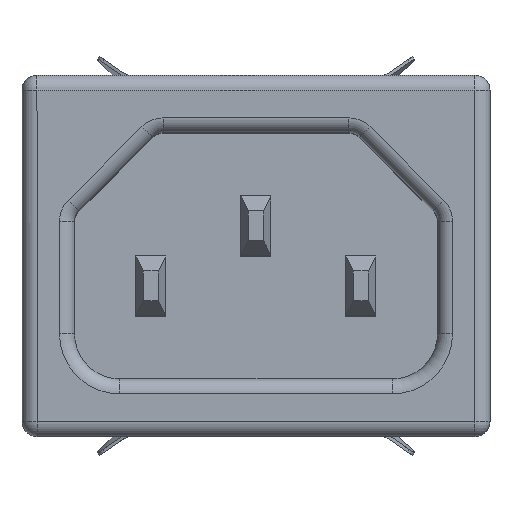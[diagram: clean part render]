
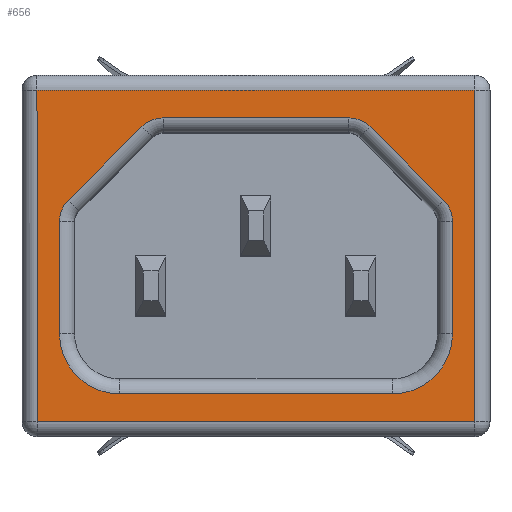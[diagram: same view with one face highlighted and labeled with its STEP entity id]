
A CAD part, top view. The second image highlights one B-rep face of the part: STEP entity #656.
In plain terms, the highlighted planar face has unit normal (0, 0, 1).
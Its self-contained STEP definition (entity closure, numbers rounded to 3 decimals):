
#36 = PLANE ( 'NONE',  #3777 ) ;
#117 = FACE_OUTER_BOUND ( 'NONE', #7957, .T. ) ;
#139 = VERTEX_POINT ( 'NONE', #3441 ) ;
#226 = CARTESIAN_POINT ( 'NONE',  ( 13.1, -5.2, 0. ) ) ;
#283 = AXIS2_PLACEMENT_3D ( 'NONE', #7707, #6388, #2866 ) ;
#299 = EDGE_CURVE ( 'NONE', #5416, #7321, #765, .T. ) ;
#316 = DIRECTION ( 'NONE',  ( 1., 0., 0. ) ) ;
#380 = AXIS2_PLACEMENT_3D ( 'NONE', #3060, #7930, #316 ) ;
#413 = VERTEX_POINT ( 'NONE', #4468 ) ;
#543 = CARTESIAN_POINT ( 'NONE',  ( -13.1, 2.286, 0. ) ) ;
#607 = VERTEX_POINT ( 'NONE', #8194 ) ;
#656 = ADVANCED_FACE ( 'NONE', ( #117, #7962 ), #36, .T. ) ;
#689 = VECTOR ( 'NONE', #3804, 1000. ) ;
#698 = ORIENTED_EDGE ( 'NONE', *, *, #6951, .T. ) ;
#702 = CARTESIAN_POINT ( 'NONE',  ( -12.514, 3.7, 0. ) ) ;
#708 = VERTEX_POINT ( 'NONE', #2401 ) ;
#761 = VECTOR ( 'NONE', #4445, 1000. ) ;
#765 = LINE ( 'NONE', #226, #2587 ) ;
#919 = EDGE_LOOP ( 'NONE', ( #3387, #5732, #3134, #2127, #7151, #4297, #6037, #1818, #1990, #6995, #2517, #698 ) ) ;
#950 = ORIENTED_EDGE ( 'NONE', *, *, #5264, .T. ) ;
#954 = VERTEX_POINT ( 'NONE', #4613 ) ;
#1110 = ORIENTED_EDGE ( 'NONE', *, *, #5508, .T. ) ;
#1236 = VERTEX_POINT ( 'NONE', #4517 ) ;
#1408 = CARTESIAN_POINT ( 'NONE',  ( 14.6, -11.05, 0. ) ) ;
#1418 = DIRECTION ( 'NONE',  ( -1., 0., 0. ) ) ;
#1468 = CARTESIAN_POINT ( 'NONE',  ( 14.6, 11.05, 0. ) ) ;
#1483 = CIRCLE ( 'NONE', #380, 2. ) ;
#1643 = VERTEX_POINT ( 'NONE', #4103 ) ;
#1717 = VECTOR ( 'NONE', #7593, 1000. ) ;
#1802 = AXIS2_PLACEMENT_3D ( 'NONE', #3091, #2418, #7263 ) ;
#1812 = DIRECTION ( 'NONE',  ( 1., 0., 0. ) ) ;
#1818 = ORIENTED_EDGE ( 'NONE', *, *, #5555, .T. ) ;
#1825 = DIRECTION ( 'NONE',  ( 0.707, 0.707, 0. ) ) ;
#1858 = LINE ( 'NONE', #3302, #5952 ) ;
#1883 = DIRECTION ( 'NONE',  ( 0., 0., -1. ) ) ;
#1990 = ORIENTED_EDGE ( 'NONE', *, *, #3485, .T. ) ;
#2063 = AXIS2_PLACEMENT_3D ( 'NONE', #3934, #8676, #1812 ) ;
#2127 = ORIENTED_EDGE ( 'NONE', *, *, #7350, .T. ) ;
#2247 = CARTESIAN_POINT ( 'NONE',  ( 6.186, 9.2, 0. ) ) ;
#2314 = EDGE_CURVE ( 'NONE', #413, #6789, #7722, .T. ) ;
#2401 = CARTESIAN_POINT ( 'NONE',  ( 12.514, 3.7, 0. ) ) ;
#2418 = DIRECTION ( 'NONE',  ( 0., 0., -1. ) ) ;
#2429 = VERTEX_POINT ( 'NONE', #3908 ) ;
#2517 = ORIENTED_EDGE ( 'NONE', *, *, #3794, .T. ) ;
#2587 = VECTOR ( 'NONE', #2883, 1000. ) ;
#2756 = DIRECTION ( 'NONE',  ( 0., 1., 0. ) ) ;
#2763 = EDGE_CURVE ( 'NONE', #2429, #3043, #1483, .T. ) ;
#2866 = DIRECTION ( 'NONE',  ( 1., 0., 0. ) ) ;
#2868 = VECTOR ( 'NONE', #3341, 1000. ) ;
#2883 = DIRECTION ( 'NONE',  ( 0., -1., 0. ) ) ;
#3026 = DIRECTION ( 'NONE',  ( -1., 0., 0. ) ) ;
#3043 = VERTEX_POINT ( 'NONE', #702 ) ;
#3060 = CARTESIAN_POINT ( 'NONE',  ( -11.1, 2.286, 0. ) ) ;
#3088 = CARTESIAN_POINT ( 'NONE',  ( 14.6, 11.05, 0. ) ) ;
#3091 = CARTESIAN_POINT ( 'NONE',  ( -9.1, -5.2, 0. ) ) ;
#3134 = ORIENTED_EDGE ( 'NONE', *, *, #8802, .T. ) ;
#3213 = CARTESIAN_POINT ( 'NONE',  ( -6.186, 7.2, 0. ) ) ;
#3281 = VERTEX_POINT ( 'NONE', #7130 ) ;
#3302 = CARTESIAN_POINT ( 'NONE',  ( 6.186, 9.2, 0. ) ) ;
#3310 = CIRCLE ( 'NONE', #283, 2. ) ;
#3341 = DIRECTION ( 'NONE',  ( 0., 1., 0. ) ) ;
#3387 = ORIENTED_EDGE ( 'NONE', *, *, #4390, .T. ) ;
#3441 = CARTESIAN_POINT ( 'NONE',  ( -7.6, 8.614, 0. ) ) ;
#3465 = EDGE_CURVE ( 'NONE', #6789, #2429, #7064, .T. ) ;
#3477 = ORIENTED_EDGE ( 'NONE', *, *, #6967, .T. ) ;
#3485 = EDGE_CURVE ( 'NONE', #139, #1236, #7918, .T. ) ;
#3540 = LINE ( 'NONE', #8302, #1717 ) ;
#3632 = CARTESIAN_POINT ( 'NONE',  ( 9.1, -9.2, 0. ) ) ;
#3674 = VECTOR ( 'NONE', #3026, 1000. ) ;
#3777 = AXIS2_PLACEMENT_3D ( 'NONE', #5527, #7659, #5549 ) ;
#3794 = EDGE_CURVE ( 'NONE', #8105, #3281, #3310, .T. ) ;
#3804 = DIRECTION ( 'NONE',  ( 1., 0., 0. ) ) ;
#3908 = CARTESIAN_POINT ( 'NONE',  ( -13.1, 2.286, 0. ) ) ;
#3934 = CARTESIAN_POINT ( 'NONE',  ( 11.1, 2.286, 0. ) ) ;
#3971 = CARTESIAN_POINT ( 'NONE',  ( 9.1, -5.2, 0. ) ) ;
#4031 = DIRECTION ( 'NONE',  ( 1., 0., 0. ) ) ;
#4103 = CARTESIAN_POINT ( 'NONE',  ( -14.6, 11.05, 0. ) ) ;
#4297 = ORIENTED_EDGE ( 'NONE', *, *, #3465, .T. ) ;
#4346 = LINE ( 'NONE', #8009, #4668 ) ;
#4390 = EDGE_CURVE ( 'NONE', #708, #5416, #8326, .T. ) ;
#4405 = VECTOR ( 'NONE', #2756, 1000. ) ;
#4428 = LINE ( 'NONE', #4498, #761 ) ;
#4437 = AXIS2_PLACEMENT_3D ( 'NONE', #3213, #1883, #4031 ) ;
#4445 = DIRECTION ( 'NONE',  ( 0.707, -0.707, 0. ) ) ;
#4468 = CARTESIAN_POINT ( 'NONE',  ( -9.1, -9.2, 0. ) ) ;
#4498 = CARTESIAN_POINT ( 'NONE',  ( 12.514, 3.7, 0. ) ) ;
#4510 = CARTESIAN_POINT ( 'NONE',  ( 14.6, -11.05, 0. ) ) ;
#4517 = CARTESIAN_POINT ( 'NONE',  ( -6.186, 9.2, 0. ) ) ;
#4613 = CARTESIAN_POINT ( 'NONE',  ( 14.6, 11.05, 0. ) ) ;
#4668 = VECTOR ( 'NONE', #1825, 1000. ) ;
#5264 = EDGE_CURVE ( 'NONE', #7984, #954, #6216, .T. ) ;
#5316 = DIRECTION ( 'NONE',  ( 1., 0., 0. ) ) ;
#5374 = DIRECTION ( 'NONE',  ( 1., 0., 0. ) ) ;
#5416 = VERTEX_POINT ( 'NONE', #8450 ) ;
#5508 = EDGE_CURVE ( 'NONE', #607, #7984, #5517, .T. ) ;
#5517 = LINE ( 'NONE', #4510, #689 ) ;
#5527 = CARTESIAN_POINT ( 'NONE',  ( 14.6, 11.05, 0. ) ) ;
#5549 = DIRECTION ( 'NONE',  ( 1., 0., 0. ) ) ;
#5555 = EDGE_CURVE ( 'NONE', #3043, #139, #4346, .T. ) ;
#5652 = EDGE_CURVE ( 'NONE', #1236, #8105, #1858, .T. ) ;
#5732 = ORIENTED_EDGE ( 'NONE', *, *, #299, .T. ) ;
#5922 = LINE ( 'NONE', #3088, #3674 ) ;
#5952 = VECTOR ( 'NONE', #5316, 1000. ) ;
#6037 = ORIENTED_EDGE ( 'NONE', *, *, #2763, .T. ) ;
#6125 = LINE ( 'NONE', #7601, #7092 ) ;
#6216 = LINE ( 'NONE', #1468, #4405 ) ;
#6388 = DIRECTION ( 'NONE',  ( 0., 0., -1. ) ) ;
#6789 = VERTEX_POINT ( 'NONE', #8291 ) ;
#6951 = EDGE_CURVE ( 'NONE', #3281, #708, #4428, .T. ) ;
#6967 = EDGE_CURVE ( 'NONE', #954, #1643, #5922, .T. ) ;
#6995 = ORIENTED_EDGE ( 'NONE', *, *, #5652, .T. ) ;
#7064 = LINE ( 'NONE', #543, #2868 ) ;
#7092 = VECTOR ( 'NONE', #1418, 1000. ) ;
#7130 = CARTESIAN_POINT ( 'NONE',  ( 7.6, 8.614, 0. ) ) ;
#7151 = ORIENTED_EDGE ( 'NONE', *, *, #2314, .T. ) ;
#7263 = DIRECTION ( 'NONE',  ( 1., 0., 0. ) ) ;
#7321 = VERTEX_POINT ( 'NONE', #7633 ) ;
#7350 = EDGE_CURVE ( 'NONE', #8077, #413, #6125, .T. ) ;
#7391 = DIRECTION ( 'NONE',  ( 0., 0., -1. ) ) ;
#7593 = DIRECTION ( 'NONE',  ( 0., -1., 0. ) ) ;
#7601 = CARTESIAN_POINT ( 'NONE',  ( -9.1, -9.2, 0. ) ) ;
#7626 = CIRCLE ( 'NONE', #8100, 4. ) ;
#7633 = CARTESIAN_POINT ( 'NONE',  ( 13.1, -5.2, 0. ) ) ;
#7659 = DIRECTION ( 'NONE',  ( 0., 0., 1. ) ) ;
#7707 = CARTESIAN_POINT ( 'NONE',  ( 6.186, 7.2, 0. ) ) ;
#7722 = CIRCLE ( 'NONE', #1802, 4. ) ;
#7918 = CIRCLE ( 'NONE', #4437, 2. ) ;
#7930 = DIRECTION ( 'NONE',  ( 0., 0., -1. ) ) ;
#7957 = EDGE_LOOP ( 'NONE', ( #1110, #950, #3477, #8141 ) ) ;
#7962 = FACE_BOUND ( 'NONE', #919, .T. ) ;
#7979 = EDGE_CURVE ( 'NONE', #1643, #607, #3540, .T. ) ;
#7984 = VERTEX_POINT ( 'NONE', #1408 ) ;
#8009 = CARTESIAN_POINT ( 'NONE',  ( -7.6, 8.614, 0. ) ) ;
#8077 = VERTEX_POINT ( 'NONE', #3632 ) ;
#8100 = AXIS2_PLACEMENT_3D ( 'NONE', #3971, #7391, #5374 ) ;
#8105 = VERTEX_POINT ( 'NONE', #2247 ) ;
#8141 = ORIENTED_EDGE ( 'NONE', *, *, #7979, .T. ) ;
#8194 = CARTESIAN_POINT ( 'NONE',  ( -14.6, -11.05, 0. ) ) ;
#8291 = CARTESIAN_POINT ( 'NONE',  ( -13.1, -5.2, 0. ) ) ;
#8302 = CARTESIAN_POINT ( 'NONE',  ( -14.6, 11.05, 0. ) ) ;
#8326 = CIRCLE ( 'NONE', #2063, 2. ) ;
#8450 = CARTESIAN_POINT ( 'NONE',  ( 13.1, 2.286, 0. ) ) ;
#8676 = DIRECTION ( 'NONE',  ( 0., 0., -1. ) ) ;
#8802 = EDGE_CURVE ( 'NONE', #7321, #8077, #7626, .T. ) ;
